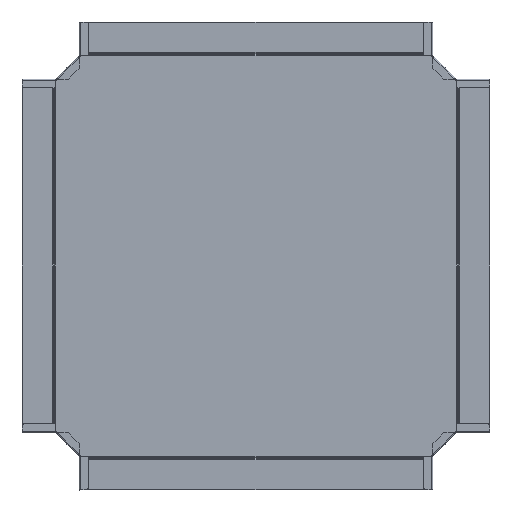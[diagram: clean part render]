
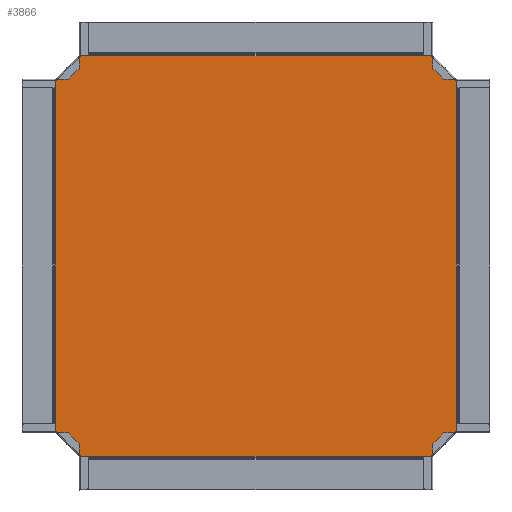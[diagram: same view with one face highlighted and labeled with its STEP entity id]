
A CAD part, top view. The second image highlights one B-rep face of the part: STEP entity #3866.
In plain terms, the highlighted planar face has unit normal (0, 0, 1).
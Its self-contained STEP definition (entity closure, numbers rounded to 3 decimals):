
#2757=DIRECTION('',(-0.707,0.707,0.));
#2758=VECTOR('',#2757,57.631);
#2759=CARTESIAN_POINT('',(340.752,300.,0.));
#2760=LINE('',#2759,#2758);
#2761=DIRECTION('',(-1.,0.,0.));
#2762=VECTOR('',#2761,2.);
#2763=CARTESIAN_POINT('',(342.752,300.,0.));
#2764=LINE('',#2763,#2762);
#2765=DIRECTION('',(0.707,0.707,0.));
#2766=VECTOR('',#2765,57.631);
#2767=CARTESIAN_POINT('',(300.,-340.752,0.));
#2768=LINE('',#2767,#2766);
#2769=DIRECTION('',(0.,1.,0.));
#2770=VECTOR('',#2769,2.);
#2771=CARTESIAN_POINT('',(300.,-342.752,0.));
#2772=LINE('',#2771,#2770);
#2773=DIRECTION('',(0.707,-0.707,0.));
#2774=VECTOR('',#2773,57.631);
#2775=CARTESIAN_POINT('',(-340.752,-300.,0.));
#2776=LINE('',#2775,#2774);
#2777=DIRECTION('',(1.,0.,0.));
#2778=VECTOR('',#2777,2.);
#2779=CARTESIAN_POINT('',(-342.752,-300.,0.));
#2780=LINE('',#2779,#2778);
#2781=DIRECTION('',(-0.707,-0.707,0.));
#2782=VECTOR('',#2781,57.631);
#2783=CARTESIAN_POINT('',(-300.,340.752,0.));
#2784=LINE('',#2783,#2782);
#2785=DIRECTION('',(0.,-1.,0.));
#2786=VECTOR('',#2785,2.);
#2787=CARTESIAN_POINT('',(-300.,342.752,0.));
#2788=LINE('',#2787,#2786);
#2793=DIRECTION('',(0.,-1.,0.));
#2794=VECTOR('',#2793,2.);
#2795=CARTESIAN_POINT('',(300.,342.752,0.));
#2796=LINE('',#2795,#2794);
#2815=DIRECTION('',(1.,0.,0.));
#2816=VECTOR('',#2815,600.);
#2817=CARTESIAN_POINT('',(-300.,342.752,0.));
#2818=LINE('',#2817,#2816);
#2853=DIRECTION('',(1.,0.,0.));
#2854=VECTOR('',#2853,2.);
#2855=CARTESIAN_POINT('',(-342.752,300.,0.));
#2856=LINE('',#2855,#2854);
#2871=DIRECTION('',(0.,1.,0.));
#2872=VECTOR('',#2871,600.);
#2873=CARTESIAN_POINT('',(-342.752,-300.,0.));
#2874=LINE('',#2873,#2872);
#2901=DIRECTION('',(0.,1.,0.));
#2902=VECTOR('',#2901,2.);
#2903=CARTESIAN_POINT('',(-300.,-342.752,0.));
#2904=LINE('',#2903,#2902);
#2923=DIRECTION('',(-1.,0.,0.));
#2924=VECTOR('',#2923,600.);
#2925=CARTESIAN_POINT('',(300.,-342.752,0.));
#2926=LINE('',#2925,#2924);
#3323=DIRECTION('',(0.,-1.,0.));
#3324=VECTOR('',#3323,600.);
#3325=CARTESIAN_POINT('',(342.752,300.,0.));
#3326=LINE('',#3325,#3324);
#3390=DIRECTION('',(-1.,0.,0.));
#3391=VECTOR('',#3390,2.);
#3392=CARTESIAN_POINT('',(342.752,-300.,0.));
#3393=LINE('',#3392,#3391);
#3420=CARTESIAN_POINT('',(-342.752,-300.,0.));
#3421=VERTEX_POINT('',#3420);
#3428=CARTESIAN_POINT('',(-342.752,300.,0.));
#3429=VERTEX_POINT('',#3428);
#3439=CARTESIAN_POINT('',(-340.752,300.,0.));
#3441=VERTEX_POINT('',#3439);
#3482=CARTESIAN_POINT('',(-300.,340.752,0.));
#3483=VERTEX_POINT('',#3482);
#3484=CARTESIAN_POINT('',(342.752,300.,0.));
#3486=VERTEX_POINT('',#3484);
#3488=CARTESIAN_POINT('',(340.752,300.,0.));
#3489=VERTEX_POINT('',#3488);
#3498=CARTESIAN_POINT('',(342.752,-300.,0.));
#3499=VERTEX_POINT('',#3498);
#3536=CARTESIAN_POINT('',(300.,342.752,0.));
#3537=VERTEX_POINT('',#3536);
#3540=CARTESIAN_POINT('',(-340.752,-300.,0.));
#3541=VERTEX_POINT('',#3540);
#3544=CARTESIAN_POINT('',(-300.,342.752,0.));
#3545=VERTEX_POINT('',#3544);
#3576=CARTESIAN_POINT('',(340.752,-300.,0.));
#3577=VERTEX_POINT('',#3576);
#3578=CARTESIAN_POINT('',(300.,340.752,0.));
#3579=VERTEX_POINT('',#3578);
#3582=CARTESIAN_POINT('',(300.,-340.752,0.));
#3583=VERTEX_POINT('',#3582);
#3584=CARTESIAN_POINT('',(-300.,-342.752,0.));
#3585=VERTEX_POINT('',#3584);
#3586=CARTESIAN_POINT('',(-300.,-340.752,0.));
#3587=VERTEX_POINT('',#3586);
#3592=CARTESIAN_POINT('',(300.,-342.752,0.));
#3593=VERTEX_POINT('',#3592);
#3830=CARTESIAN_POINT('',(0.,-300.,0.));
#3831=DIRECTION('',(0.,0.,1.));
#3832=DIRECTION('',(1.,0.,0.));
#3833=AXIS2_PLACEMENT_3D('',#3830,#3831,#3832);
#3834=PLANE('',#3833);
#3836=ORIENTED_EDGE('',*,*,#3835,.F.);
#3837=ORIENTED_EDGE('',*,*,#3755,.F.);
#3839=ORIENTED_EDGE('',*,*,#3838,.T.);
#3841=ORIENTED_EDGE('',*,*,#3840,.T.);
#3842=ORIENTED_EDGE('',*,*,#3809,.F.);
#3843=ORIENTED_EDGE('',*,*,#3821,.F.);
#3845=ORIENTED_EDGE('',*,*,#3844,.T.);
#3847=ORIENTED_EDGE('',*,*,#3846,.T.);
#3849=ORIENTED_EDGE('',*,*,#3848,.F.);
#3851=ORIENTED_EDGE('',*,*,#3850,.F.);
#3853=ORIENTED_EDGE('',*,*,#3852,.T.);
#3855=ORIENTED_EDGE('',*,*,#3854,.T.);
#3857=ORIENTED_EDGE('',*,*,#3856,.F.);
#3859=ORIENTED_EDGE('',*,*,#3858,.F.);
#3861=ORIENTED_EDGE('',*,*,#3860,.T.);
#3863=ORIENTED_EDGE('',*,*,#3862,.T.);
#3864=EDGE_LOOP('',(#3836,#3837,#3839,#3841,#3842,#3843,#3845,#3847,#3849,#3851,
#3853,#3855,#3857,#3859,#3861,#3863));
#3865=FACE_OUTER_BOUND('',#3864,.F.);
#3866=ADVANCED_FACE('',(#3865),#3834,.T.);
#3755=EDGE_CURVE('',#3486,#3489,#2764,.T.);
#3809=EDGE_CURVE('',#3583,#3577,#2768,.T.);
#3821=EDGE_CURVE('',#3593,#3583,#2772,.T.);
#3835=EDGE_CURVE('',#3489,#3579,#2760,.T.);
#3838=EDGE_CURVE('',#3486,#3499,#3326,.T.);
#3840=EDGE_CURVE('',#3499,#3577,#3393,.T.);
#3844=EDGE_CURVE('',#3593,#3585,#2926,.T.);
#3846=EDGE_CURVE('',#3585,#3587,#2904,.T.);
#3848=EDGE_CURVE('',#3541,#3587,#2776,.T.);
#3850=EDGE_CURVE('',#3421,#3541,#2780,.T.);
#3852=EDGE_CURVE('',#3421,#3429,#2874,.T.);
#3854=EDGE_CURVE('',#3429,#3441,#2856,.T.);
#3856=EDGE_CURVE('',#3483,#3441,#2784,.T.);
#3858=EDGE_CURVE('',#3545,#3483,#2788,.T.);
#3860=EDGE_CURVE('',#3545,#3537,#2818,.T.);
#3862=EDGE_CURVE('',#3537,#3579,#2796,.T.);
